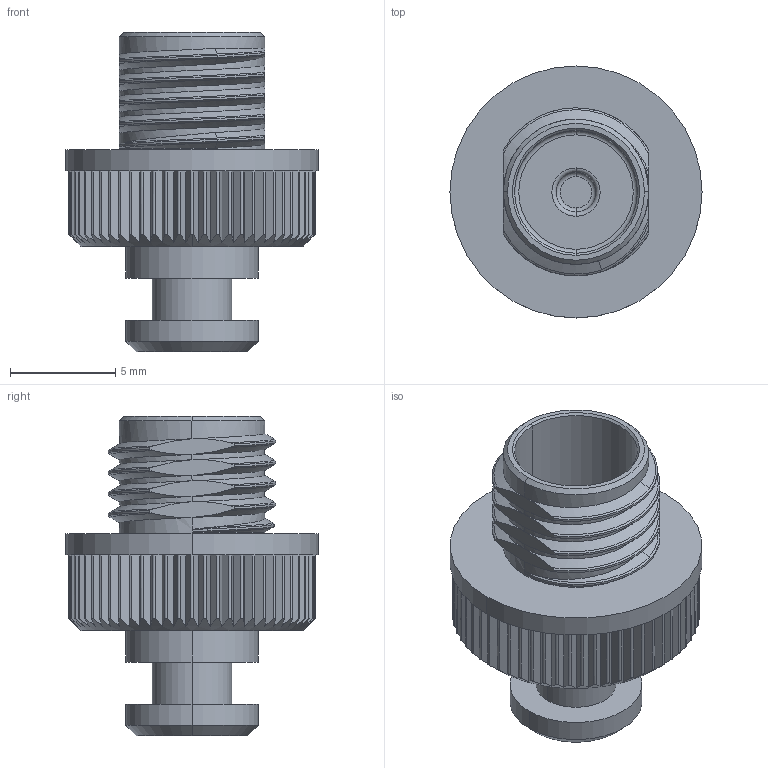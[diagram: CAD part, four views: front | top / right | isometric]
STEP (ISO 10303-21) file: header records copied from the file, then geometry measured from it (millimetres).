
FILE_DESCRIPTION((''),'2;1');
FILE_NAME('M8-FCV','2017-05-31T',('hq.zhang'),(''),'PRO/ENGINEER BY PARAMETRIC TECHNOLOGY CORPORATION, 2012480','PRO/ENGINEER BY PARAMETRIC TECHNOLOGY CORPORATION, 2012480','');
FILE_SCHEMA(('AUTOMOTIVE_DESIGN { 1 0 10303 214 1 1 1 1 }'));
Length unit declared in the file: millimetre
Products named in the file (1): M8-FCV
Bounding box: 12 x 12 x 15.2 mm (x, y, z)
Volume: 587.7 mm3; surface area: 930.9 mm2
Topology: 1 solids, 1 shells, 297 faces, 806 edges, 518 vertices
Faces by surface type: plane 140, cylinder 83, bspline 57, cone 11, torus 6
Entity records: 22908 total; most frequent: CARTESIAN_POINT 16099, ORIENTED_EDGE 1612, DIRECTION 1068, EDGE_CURVE 806, VERTEX_POINT 518, VECTOR 366, LINE 366, AXIS2_PLACEMENT_3D 351
